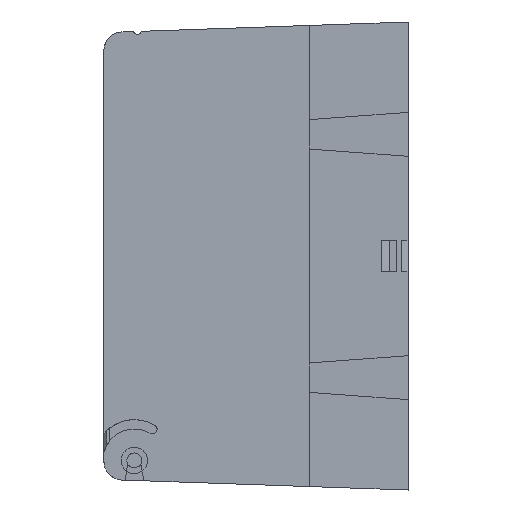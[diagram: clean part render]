
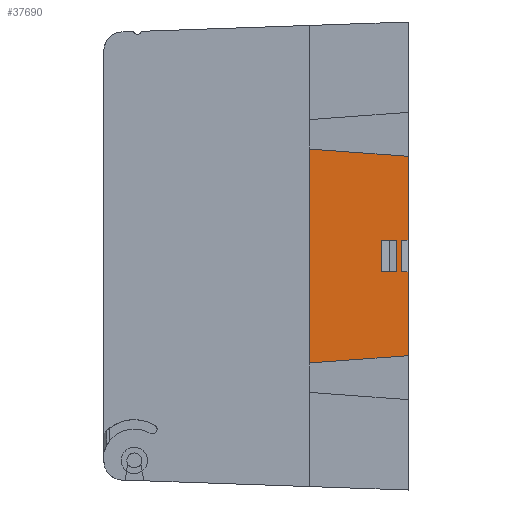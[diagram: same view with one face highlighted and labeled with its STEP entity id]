
A CAD part, left-side view. The second image highlights one B-rep face of the part: STEP entity #37690.
In plain terms, the highlighted planar face has unit normal (-1, 0, 0).
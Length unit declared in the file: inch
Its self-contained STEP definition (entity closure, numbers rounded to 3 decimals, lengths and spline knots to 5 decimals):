
#478 = VERTEX_POINT ( 'NONE', #26438 ) ;
#829 = VERTEX_POINT ( 'NONE', #47698 ) ;
#845 = CARTESIAN_POINT ( 'NONE',  ( -4.3542, -1.1675, 0.17 ) ) ;
#1147 = CARTESIAN_POINT ( 'NONE',  ( -4.3542, -0.9559, 0.17 ) ) ;
#1812 = VECTOR ( 'NONE', #39829, 39.37008 ) ;
#1992 = LINE ( 'NONE', #54582, #16763 ) ;
#2344 = EDGE_CURVE ( 'NONE', #17782, #20781, #19847, .T. ) ;
#4872 = CARTESIAN_POINT ( 'NONE',  ( -4.3542, -1.2375, -2.25 ) ) ;
#8075 = LINE ( 'NONE', #33707, #63289 ) ;
#8113 = ORIENTED_EDGE ( 'NONE', *, *, #35798, .F. ) ;
#8170 = EDGE_CURVE ( 'NONE', #42172, #478, #8075, .T. ) ;
#9321 = VECTOR ( 'NONE', #54296, 39.37008 ) ;
#10572 = VECTOR ( 'NONE', #20974, 39.37008 ) ;
#11099 = LINE ( 'NONE', #4872, #9321 ) ;
#12303 = VERTEX_POINT ( 'NONE', #34180 ) ;
#12839 = LINE ( 'NONE', #53023, #48186 ) ;
#12952 = EDGE_CURVE ( 'NONE', #829, #12303, #37475, .T. ) ;
#12999 = CARTESIAN_POINT ( 'NONE',  ( -4.3542, -0.9559, 0.17 ) ) ;
#13190 = LINE ( 'NONE', #49517, #70128 ) ;
#14379 = DIRECTION ( 'NONE',  ( 0., 0., 1. ) ) ;
#15491 = EDGE_CURVE ( 'NONE', #21267, #42077, #44186, .T. ) ;
#16003 = VERTEX_POINT ( 'NONE', #845 ) ;
#16051 = DIRECTION ( 'NONE',  ( 0., 0., -1. ) ) ;
#16763 = VECTOR ( 'NONE', #16051, 39.37008 ) ;
#17478 = ORIENTED_EDGE ( 'NONE', *, *, #15491, .F. ) ;
#17782 = VERTEX_POINT ( 'NONE', #70360 ) ;
#18777 = VERTEX_POINT ( 'NONE', #70905 ) ;
#19847 = LINE ( 'NONE', #66448, #36248 ) ;
#20413 = CARTESIAN_POINT ( 'NONE',  ( -4.3542, -0.1875, -2.21333 ) ) ;
#20781 = VERTEX_POINT ( 'NONE', #40090 ) ;
#20974 = DIRECTION ( 'NONE',  ( 0., 1., 0. ) ) ;
#21267 = VERTEX_POINT ( 'NONE', #69097 ) ;
#25478 = LINE ( 'NONE', #26252, #40106 ) ;
#25997 = DIRECTION ( 'NONE',  ( 0., 0., 1. ) ) ;
#26252 = CARTESIAN_POINT ( 'NONE',  ( -4.3542, -0.9559, -0.17 ) ) ;
#26438 = CARTESIAN_POINT ( 'NONE',  ( -4.3542, -1.1675, -0.17 ) ) ;
#27537 = ORIENTED_EDGE ( 'NONE', *, *, #12952, .T. ) ;
#28026 = ORIENTED_EDGE ( 'NONE', *, *, #2344, .T. ) ;
#30933 = EDGE_CURVE ( 'NONE', #58710, #49296, #12839, .T. ) ;
#33707 = CARTESIAN_POINT ( 'NONE',  ( -4.3542, -1.2375, -0.17 ) ) ;
#34082 = VECTOR ( 'NONE', #14379, 39.37008 ) ;
#34180 = CARTESIAN_POINT ( 'NONE',  ( -4.3542, -1.2375, 1.065 ) ) ;
#34458 = FACE_OUTER_BOUND ( 'NONE', #48071, .T. ) ;
#34791 = LINE ( 'NONE', #12999, #49361 ) ;
#35798 = EDGE_CURVE ( 'NONE', #16003, #478, #1992, .T. ) ;
#36248 = VECTOR ( 'NONE', #64478, 39.37008 ) ;
#36364 = AXIS2_PLACEMENT_3D ( 'NONE', #20413, #58902, #25997 ) ;
#36400 = CARTESIAN_POINT ( 'NONE',  ( -4.3542, -1.2375, -0.17 ) ) ;
#37143 = LINE ( 'NONE', #47038, #64707 ) ;
#37475 = LINE ( 'NONE', #58251, #34082 ) ;
#37690 = ADVANCED_FACE ( 'NONE', ( #34458, #61931 ), #64224, .T. ) ;
#39829 = DIRECTION ( 'NONE',  ( 0., 0., -1. ) ) ;
#39994 = LINE ( 'NONE', #64792, #10572 ) ;
#40090 = CARTESIAN_POINT ( 'NONE',  ( -4.3542, -1.2375, -1.065 ) ) ;
#40106 = VECTOR ( 'NONE', #59157, 39.37008 ) ;
#40708 = EDGE_CURVE ( 'NONE', #18777, #12303, #37143, .T. ) ;
#42077 = VERTEX_POINT ( 'NONE', #46474 ) ;
#42172 = VERTEX_POINT ( 'NONE', #36400 ) ;
#43832 = EDGE_CURVE ( 'NONE', #829, #16003, #39994, .T. ) ;
#44186 = LINE ( 'NONE', #1147, #1812 ) ;
#46022 = DIRECTION ( 'NONE',  ( 0., 1., 0. ) ) ;
#46474 = CARTESIAN_POINT ( 'NONE',  ( -4.3542, -0.9559, -0.17 ) ) ;
#46853 = EDGE_CURVE ( 'NONE', #20781, #42172, #11099, .T. ) ;
#47038 = CARTESIAN_POINT ( 'NONE',  ( -4.3542, -0.43489, 1.12449 ) ) ;
#47698 = CARTESIAN_POINT ( 'NONE',  ( -4.3542, -1.2375, 0.17 ) ) ;
#48071 = EDGE_LOOP ( 'NONE', ( #64695, #27537, #70800, #54913, #28026, #69809, #59128, #8113 ) ) ;
#48186 = VECTOR ( 'NONE', #58622, 39.37008 ) ;
#49296 = VERTEX_POINT ( 'NONE', #55088 ) ;
#49361 = VECTOR ( 'NONE', #46022, 39.37008 ) ;
#49517 = CARTESIAN_POINT ( 'NONE',  ( -4.3542, -0.1875, 2.21333 ) ) ;
#50607 = CARTESIAN_POINT ( 'NONE',  ( -4.3542, -1.1175, 0.17 ) ) ;
#50736 = EDGE_LOOP ( 'NONE', ( #58313, #56127, #56289, #17478 ) ) ;
#52533 = DIRECTION ( 'NONE',  ( 0., -0.997, -0.074 ) ) ;
#53023 = CARTESIAN_POINT ( 'NONE',  ( -4.3542, -1.1175, 0.17 ) ) ;
#53686 = EDGE_CURVE ( 'NONE', #49296, #42077, #25478, .T. ) ;
#54296 = DIRECTION ( 'NONE',  ( 0., 0., 1. ) ) ;
#54582 = CARTESIAN_POINT ( 'NONE',  ( -4.3542, -1.1675, 0.17 ) ) ;
#54913 = ORIENTED_EDGE ( 'NONE', *, *, #61973, .T. ) ;
#55088 = CARTESIAN_POINT ( 'NONE',  ( -4.3542, -1.1175, -0.17 ) ) ;
#56127 = ORIENTED_EDGE ( 'NONE', *, *, #30933, .T. ) ;
#56289 = ORIENTED_EDGE ( 'NONE', *, *, #53686, .T. ) ;
#58251 = CARTESIAN_POINT ( 'NONE',  ( -4.3542, -1.2375, -2.25 ) ) ;
#58313 = ORIENTED_EDGE ( 'NONE', *, *, #69077, .F. ) ;
#58622 = DIRECTION ( 'NONE',  ( 0., 0., -1. ) ) ;
#58710 = VERTEX_POINT ( 'NONE', #50607 ) ;
#58902 = DIRECTION ( 'NONE',  ( -1., 0., 0. ) ) ;
#59128 = ORIENTED_EDGE ( 'NONE', *, *, #8170, .T. ) ;
#59157 = DIRECTION ( 'NONE',  ( 0., 1., 0. ) ) ;
#61931 = FACE_BOUND ( 'NONE', #50736, .T. ) ;
#61973 = EDGE_CURVE ( 'NONE', #18777, #17782, #13190, .T. ) ;
#63289 = VECTOR ( 'NONE', #66592, 39.37008 ) ;
#64224 = PLANE ( 'NONE',  #36364 ) ;
#64478 = DIRECTION ( 'NONE',  ( 0., -0.997, 0.074 ) ) ;
#64695 = ORIENTED_EDGE ( 'NONE', *, *, #43832, .F. ) ;
#64707 = VECTOR ( 'NONE', #52533, 39.37008 ) ;
#64792 = CARTESIAN_POINT ( 'NONE',  ( -4.3542, -1.2375, 0.17 ) ) ;
#66165 = DIRECTION ( 'NONE',  ( 0., 0., -1. ) ) ;
#66448 = CARTESIAN_POINT ( 'NONE',  ( -4.3542, -1.2375, -1.065 ) ) ;
#66592 = DIRECTION ( 'NONE',  ( 0., 1., 0. ) ) ;
#69077 = EDGE_CURVE ( 'NONE', #58710, #21267, #34791, .T. ) ;
#69097 = CARTESIAN_POINT ( 'NONE',  ( -4.3542, -0.9559, 0.17 ) ) ;
#69809 = ORIENTED_EDGE ( 'NONE', *, *, #46853, .T. ) ;
#70128 = VECTOR ( 'NONE', #66165, 39.37008 ) ;
#70360 = CARTESIAN_POINT ( 'NONE',  ( -4.3542, -0.1875, -1.14282 ) ) ;
#70800 = ORIENTED_EDGE ( 'NONE', *, *, #40708, .F. ) ;
#70905 = CARTESIAN_POINT ( 'NONE',  ( -4.3542, -0.1875, 1.14282 ) ) ;
